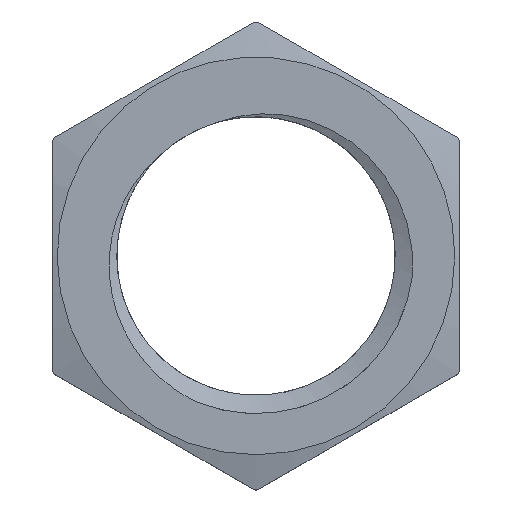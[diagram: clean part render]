
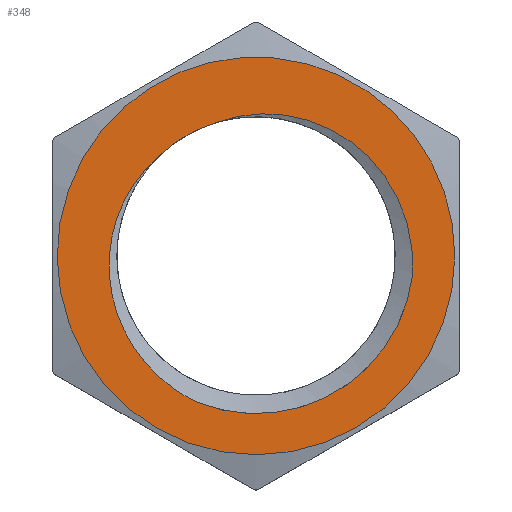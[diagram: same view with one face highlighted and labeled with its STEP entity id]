
A CAD part, top view. The second image highlights one B-rep face of the part: STEP entity #348.
In plain terms, the highlighted planar face has unit normal (0, 0, 1).
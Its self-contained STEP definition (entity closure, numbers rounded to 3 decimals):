
#18=FACE_BOUND('',#134,.T.);
#64=PLANE('',#392);
#66=CIRCLE('',#359,7.528);
#67=CIRCLE('',#361,8.528);
#69=CIRCLE('',#370,10.75);
#110=FACE_OUTER_BOUND('',#133,.T.);
#133=EDGE_LOOP('',(#322));
#134=EDGE_LOOP('',(#323,#324,#325,#326));
#137=B_SPLINE_CURVE_WITH_KNOTS('',3,(#691,#692,#693,#694,#695,#696,#697,
#698,#699,#700,#701,#702,#703,#704,#705,#706),.UNSPECIFIED.,.F.,.F.,(4,
3,3,3,3,4),(-1.6,-1.578,-1.202,-0.813,
-0.412,0.),.UNSPECIFIED.);
#142=B_SPLINE_CURVE_WITH_KNOTS('',3,(#1053,#1054,#1055,#1056,#1057,#1058,
#1059,#1060,#1061,#1062,#1063,#1064,#1065,#1066,#1067,#1068),
 .UNSPECIFIED.,.F.,.F.,(4,3,3,3,3,4),(-1.596,-1.571,
-1.161,-0.762,-0.375,0.),
 .UNSPECIFIED.);
#145=VERTEX_POINT('',#654);
#146=VERTEX_POINT('',#690);
#148=VERTEX_POINT('',#745);
#150=VERTEX_POINT('',#955);
#175=VERTEX_POINT('',#1151);
#179=EDGE_CURVE('',#145,#146,#137,.T.);
#183=EDGE_CURVE('',#148,#145,#66,.T.);
#186=EDGE_CURVE('',#150,#148,#142,.T.);
#187=EDGE_CURVE('',#150,#146,#67,.T.);
#213=EDGE_CURVE('',#175,#175,#69,.T.);
#322=ORIENTED_EDGE('',*,*,#213,.F.);
#323=ORIENTED_EDGE('',*,*,#187,.T.);
#324=ORIENTED_EDGE('',*,*,#179,.F.);
#325=ORIENTED_EDGE('',*,*,#183,.F.);
#326=ORIENTED_EDGE('',*,*,#186,.F.);
#348=ADVANCED_FACE('',(#110,#18),#64,.T.);
#359=AXIS2_PLACEMENT_3D('',#781,#399,#400);
#361=AXIS2_PLACEMENT_3D('',#1070,#403,#404);
#370=AXIS2_PLACEMENT_3D('',#1152,#433,#434);
#392=AXIS2_PLACEMENT_3D('',#1175,#477,#478);
#399=DIRECTION('center_axis',(0.,0.,1.));
#400=DIRECTION('ref_axis',(-1.,0.,0.));
#403=DIRECTION('center_axis',(0.,0.,-1.));
#404=DIRECTION('ref_axis',(-1.,0.,0.));
#433=DIRECTION('center_axis',(0.,0.,-1.));
#434=DIRECTION('ref_axis',(-1.,0.,0.));
#477=DIRECTION('center_axis',(0.,0.,1.));
#478=DIRECTION('ref_axis',(1.,0.,0.));
#654=CARTESIAN_POINT('',(-5.284,5.361,3.5));
#690=CARTESIAN_POINT('',(-3.178,-7.913,3.5));
#691=CARTESIAN_POINT('Ctrl Pts',(-5.285,5.361,3.5));
#692=CARTESIAN_POINT('Ctrl Pts',(-5.341,5.313,3.5));
#693=CARTESIAN_POINT('Ctrl Pts',(-5.397,5.263,3.5));
#694=CARTESIAN_POINT('Ctrl Pts',(-5.452,5.213,3.5));
#695=CARTESIAN_POINT('Ctrl Pts',(-6.374,4.369,3.5));
#696=CARTESIAN_POINT('Ctrl Pts',(-7.081,3.29,3.5));
#697=CARTESIAN_POINT('Ctrl Pts',(-7.497,2.115,3.5));
#698=CARTESIAN_POINT('Ctrl Pts',(-7.926,0.9,3.5));
#699=CARTESIAN_POINT('Ctrl Pts',(-8.047,-0.425,3.5));
#700=CARTESIAN_POINT('Ctrl Pts',(-7.854,-1.699,3.5));
#701=CARTESIAN_POINT('Ctrl Pts',(-7.655,-3.011,3.5));
#702=CARTESIAN_POINT('Ctrl Pts',(-7.123,-4.276,3.5));
#703=CARTESIAN_POINT('Ctrl Pts',(-6.329,-5.342,3.5));
#704=CARTESIAN_POINT('Ctrl Pts',(-5.512,-6.438,3.5));
#705=CARTESIAN_POINT('Ctrl Pts',(-4.42,-7.327,3.5));
#706=CARTESIAN_POINT('Ctrl Pts',(-3.178,-7.913,3.5));
#745=CARTESIAN_POINT('',(-2.14,7.217,3.5));
#781=CARTESIAN_POINT('Origin',(0.,0.,3.5));
#955=CARTESIAN_POINT('',(8.464,-1.042,3.5));
#1053=CARTESIAN_POINT('Ctrl Pts',(8.464,-1.042,3.5));
#1054=CARTESIAN_POINT('Ctrl Pts',(8.47,-0.957,3.5));
#1055=CARTESIAN_POINT('Ctrl Pts',(8.474,-0.873,3.5));
#1056=CARTESIAN_POINT('Ctrl Pts',(8.477,-0.789,3.5));
#1057=CARTESIAN_POINT('Ctrl Pts',(8.522,0.578,3.5));
#1058=CARTESIAN_POINT('Ctrl Pts',(8.23,1.959,3.5));
#1059=CARTESIAN_POINT('Ctrl Pts',(7.63,3.183,3.5));
#1060=CARTESIAN_POINT('Ctrl Pts',(7.045,4.374,3.5));
#1061=CARTESIAN_POINT('Ctrl Pts',(6.165,5.423,3.5));
#1062=CARTESIAN_POINT('Ctrl Pts',(5.091,6.198,3.5));
#1063=CARTESIAN_POINT('Ctrl Pts',(4.048,6.95,3.5));
#1064=CARTESIAN_POINT('Ctrl Pts',(2.816,7.447,3.5));
#1065=CARTESIAN_POINT('Ctrl Pts',(1.542,7.62,3.5));
#1066=CARTESIAN_POINT('Ctrl Pts',(0.307,7.787,3.5));
#1067=CARTESIAN_POINT('Ctrl Pts',(-0.968,7.652,3.5));
#1068=CARTESIAN_POINT('Ctrl Pts',(-2.14,7.217,3.5));
#1070=CARTESIAN_POINT('Origin',(0.,0.,3.5));
#1151=CARTESIAN_POINT('',(10.75,0.,3.5));
#1152=CARTESIAN_POINT('Origin',(0.,0.,3.5));
#1175=CARTESIAN_POINT('Origin',(10.955,-6.325,3.5));
